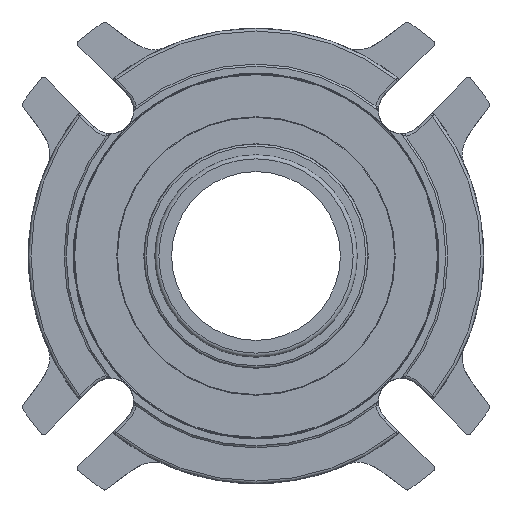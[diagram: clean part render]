
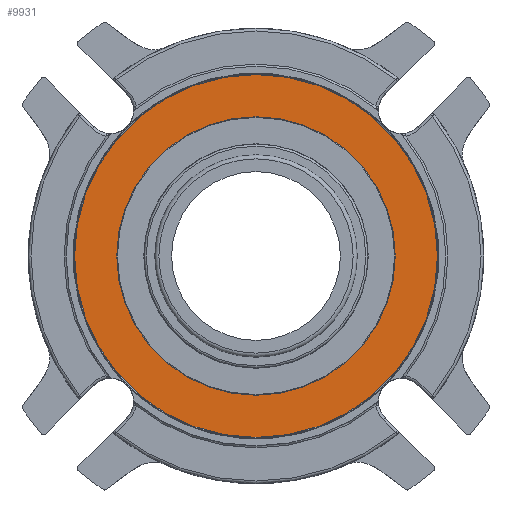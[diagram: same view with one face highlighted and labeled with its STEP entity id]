
A CAD part, front view. The second image highlights one B-rep face of the part: STEP entity #9931.
In plain terms, the highlighted planar face has unit normal (0, -1, 0).
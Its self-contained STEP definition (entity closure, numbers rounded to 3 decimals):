
#1428=PLANE('',#11182);
#4514=ORIENTED_EDGE('',*,*,#5971,.T.);
#4515=ORIENTED_EDGE('',*,*,#5970,.F.);
#5970=EDGE_CURVE('',#6891,#6891,#7557,.T.);
#5971=EDGE_CURVE('',#6892,#6892,#7558,.F.);
#6891=VERTEX_POINT('',#19331);
#6892=VERTEX_POINT('',#19334);
#7557=CIRCLE('',#11181,68.263);
#7558=CIRCLE('',#11183,52.388);
#8302=EDGE_LOOP('',(#4514));
#8303=EDGE_LOOP('',(#4515));
#9066=FACE_BOUND('',#8302,.T.);
#9067=FACE_BOUND('',#8303,.T.);
#9931=ADVANCED_FACE('',(#9066,#9067),#1428,.T.);
#11181=AXIS2_PLACEMENT_3D('',#19330,#14154,#14155);
#11182=AXIS2_PLACEMENT_3D('',#19332,#14156,#14157);
#11183=AXIS2_PLACEMENT_3D('',#19333,#14158,#14159);
#14154=DIRECTION('',(0.,1.,0.));
#14155=DIRECTION('',(0.,0.,1.));
#14156=DIRECTION('',(0.,-1.,0.));
#14157=DIRECTION('',(0.,0.,-1.));
#14158=DIRECTION('',(0.,-1.,0.));
#14159=DIRECTION('',(1.,0.,0.));
#19330=CARTESIAN_POINT('',(0.,5.156,0.));
#19331=CARTESIAN_POINT('',(0.,5.156,68.263));
#19332=CARTESIAN_POINT('',(0.,5.156,68.263));
#19333=CARTESIAN_POINT('',(0.,5.156,0.));
#19334=CARTESIAN_POINT('',(52.388,5.156,0.));
